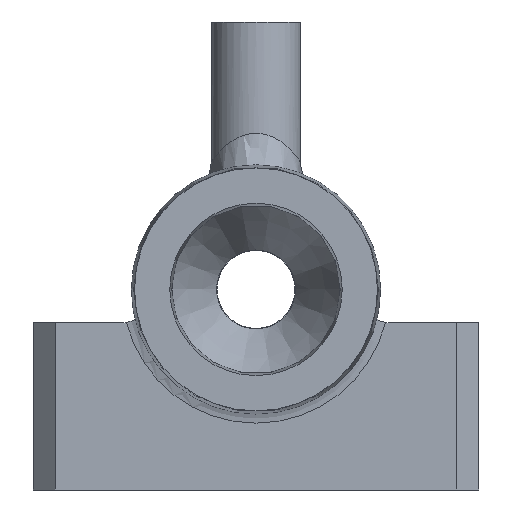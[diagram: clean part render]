
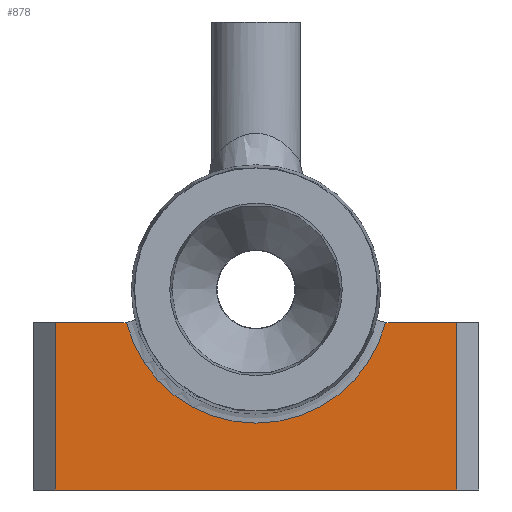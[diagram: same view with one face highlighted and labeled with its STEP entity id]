
A CAD part, front view. The second image highlights one B-rep face of the part: STEP entity #878.
In plain terms, the highlighted planar face has unit normal (0, -1, 0).
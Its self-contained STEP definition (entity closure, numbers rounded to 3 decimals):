
#53=PLANE('',#975);
#116=FACE_OUTER_BOUND('',#172,.T.);
#172=EDGE_LOOP('',(#718,#719,#720,#721,#722,#723,#724,#725));
#242=CIRCLE('',#970,12.);
#243=CIRCLE('',#972,2.);
#244=CIRCLE('',#974,2.);
#293=LINE('',#1707,#348);
#297=LINE('',#1753,#352);
#298=LINE('',#1755,#353);
#299=LINE('',#1757,#354);
#300=LINE('',#1758,#355);
#348=VECTOR('',#1147,10.);
#352=VECTOR('',#1167,10.);
#353=VECTOR('',#1168,10.);
#354=VECTOR('',#1169,10.);
#355=VECTOR('',#1170,10.);
#423=VERTEX_POINT('',#1704);
#424=VERTEX_POINT('',#1706);
#427=VERTEX_POINT('',#1714);
#428=VERTEX_POINT('',#1715);
#429=VERTEX_POINT('',#1748);
#430=VERTEX_POINT('',#1752);
#431=VERTEX_POINT('',#1754);
#432=VERTEX_POINT('',#1756);
#527=EDGE_CURVE('',#424,#423,#293,.T.);
#531=EDGE_CURVE('',#427,#428,#242,.T.);
#534=EDGE_CURVE('',#428,#423,#243,.T.);
#536=EDGE_CURVE('',#429,#427,#244,.T.);
#537=EDGE_CURVE('',#429,#430,#297,.T.);
#538=EDGE_CURVE('',#431,#430,#298,.T.);
#539=EDGE_CURVE('',#431,#432,#299,.T.);
#540=EDGE_CURVE('',#424,#432,#300,.T.);
#718=ORIENTED_EDGE('',*,*,#531,.F.);
#719=ORIENTED_EDGE('',*,*,#536,.F.);
#720=ORIENTED_EDGE('',*,*,#537,.T.);
#721=ORIENTED_EDGE('',*,*,#538,.F.);
#722=ORIENTED_EDGE('',*,*,#539,.T.);
#723=ORIENTED_EDGE('',*,*,#540,.F.);
#724=ORIENTED_EDGE('',*,*,#527,.T.);
#725=ORIENTED_EDGE('',*,*,#534,.F.);
#878=ADVANCED_FACE('',(#116),#53,.T.);
#970=AXIS2_PLACEMENT_3D('',#1716,#1154,#1155);
#972=AXIS2_PLACEMENT_3D('',#1746,#1158,#1159);
#974=AXIS2_PLACEMENT_3D('',#1750,#1163,#1164);
#975=AXIS2_PLACEMENT_3D('',#1751,#1165,#1166);
#1147=DIRECTION('',(-1.,0.,0.));
#1154=DIRECTION('center_axis',(0.,-1.,0.));
#1155=DIRECTION('ref_axis',(0.,0.,-1.));
#1158=DIRECTION('center_axis',(0.,-1.,0.));
#1159=DIRECTION('ref_axis',(-0.736,0.,-0.677));
#1163=DIRECTION('center_axis',(0.,-1.,0.));
#1164=DIRECTION('ref_axis',(0.736,0.,-0.677));
#1165=DIRECTION('center_axis',(0.,-1.,0.));
#1166=DIRECTION('ref_axis',(1.,0.,0.));
#1167=DIRECTION('',(-1.,0.,0.));
#1168=DIRECTION('',(0.,0.,1.));
#1169=DIRECTION('',(1.,0.,0.));
#1170=DIRECTION('',(0.,0.,-1.));
#1704=CARTESIAN_POINT('',(11.958,-30.,-3.));
#1706=CARTESIAN_POINT('',(18.,-30.,-3.));
#1707=CARTESIAN_POINT('',(20.,-30.,-3.));
#1714=CARTESIAN_POINT('',(-11.626,-30.,-2.972));
#1715=CARTESIAN_POINT('',(11.626,-30.,-2.972));
#1716=CARTESIAN_POINT('Origin',(0.,-30.,0.));
#1746=CARTESIAN_POINT('Origin',(11.958,-30.,-1.));
#1748=CARTESIAN_POINT('',(-11.958,-30.,-3.));
#1750=CARTESIAN_POINT('Origin',(-11.958,-30.,-1.));
#1751=CARTESIAN_POINT('Origin',(0.,-30.,-6.5));
#1752=CARTESIAN_POINT('',(-18.,-30.,-3.));
#1753=CARTESIAN_POINT('',(20.,-30.,-3.));
#1754=CARTESIAN_POINT('',(-18.,-30.,-18.));
#1755=CARTESIAN_POINT('',(-18.,-30.,-4.75));
#1756=CARTESIAN_POINT('',(18.,-30.,-18.));
#1757=CARTESIAN_POINT('',(-20.,-30.,-18.));
#1758=CARTESIAN_POINT('',(18.,-30.,-12.25));
